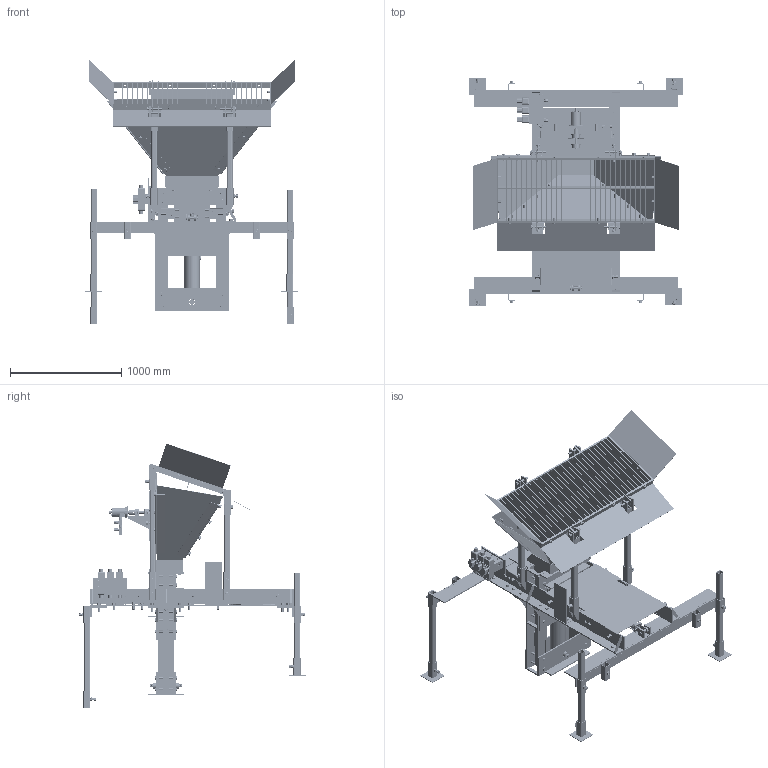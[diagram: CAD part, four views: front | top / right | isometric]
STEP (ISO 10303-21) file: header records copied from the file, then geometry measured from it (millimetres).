
FILE_DESCRIPTION(/* description */ ('Alibre Inc.'),/* implementation_level */ '2;1');
FILE_NAME(/* name */ 'export0',/* time_stamp */ '2015-04-01T22:38:35-05:00',/* author */ (''),/* organization */ (''),/* preprocessor_version */ 'ST-DEVELOPER v14',/* originating_system */ 'Alibre',/* authorisation */ '');
FILE_SCHEMA (('CONFIG_CONTROL_DESIGN'));
Length unit declared in the file: inch
Products named in the file (166): ID_1; ID_2; ID_3; ID_4; ID_5; ID_6; ID_7; ID_8; ID_9; ID_10; ID_11; ID_12; ID_13; ID_14; ID_15; ID_16; ID_17; ID_18; ID_19; ID_20; ID_21; ID_22; 97245A521; ID_23; ID_24; ID_25; ID_26; ID_27; ID_28; ID_29; ID_30; ID_31; ID_32; ID_33; ID_34; ID_35; 5700K14; ID_36; ID_37; ID_38 ...
Bounding box: 1917.7 x 2042.14 x 2383.24 mm (x, y, z)
Volume: 125677216.1 mm3; surface area: 33188321.4 mm2
Topology: 618 solids, 618 shells, 13123 faces, 32150 edges, 20602 vertices
Faces by surface type: plane 8116, cylinder 2518, cone 2206, bspline 148, sphere 72, torus 63
Full cylindrical faces by diameter (mm): 6.35 x36, 7.144 x80, 8.001 x4, 10.356 x8, 12.7 x8, 13.244 x16, 13.494 x16, 14.3 x2, 15.875 x16, 16.256 x2, 19.05 x23, 19.304 x34, 20.32 x4, 20.625 x12, 20.637 x20, 20.638 x8, 20.65 x24, 22.225 x8, 25.4 x82, 25.527 x24, 27.94 x4, 28.575 x16, 31.623 x8, 31.75 x24, 34.925 x8, 50.8 x3, 55.562 x2, 69.977 x3, 107.95 x1, 114.3 x1
Entity records: 151922 total; most frequent: CARTESIAN_POINT 33959, ORIENTED_EDGE 20004, DIRECTION 17111, EDGE_CURVE 10002, VECTOR 7000, LINE 7000, VERTEX_POINT 6724, AXIS2_PLACEMENT_3D 6296
